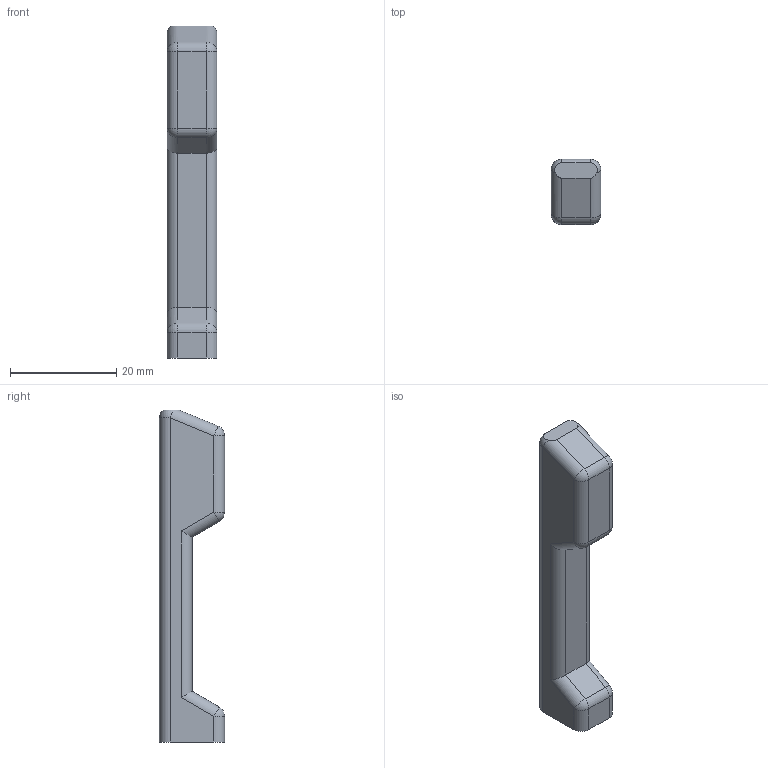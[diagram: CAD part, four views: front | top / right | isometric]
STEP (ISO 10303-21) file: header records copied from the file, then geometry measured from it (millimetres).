
FILE_DESCRIPTION(/* description */ (''),/* implementation_level */ '2;1');
FILE_NAME(/* name */ 'pushernub v10.step',/* time_stamp */ '2022-11-20T14:54:12-05:00',/* author */ (''),/* organization */ (''),/* preprocessor_version */ 'ST-DEVELOPER v19.2',/* originating_system */ 'Autodesk Translation Framework v11.17.0.187',/* authorisation */ '');
FILE_SCHEMA (('AUTOMOTIVE_DESIGN { 1 0 10303 214 3 1 1 }'));
Length unit declared in the file: millimetre
Products named in the file (1): pushernub
Bounding box: 9.4 x 12.28 x 62.58 mm (x, y, z)
Volume: 4906.9 mm3; surface area: 2353.1 mm2
Topology: 1 solids, 1 shells, 39 faces, 90 edges, 46 vertices
Faces by surface type: cylinder 19, plane 12, sphere 8
Full cylindrical faces by diameter (mm): 2.95 x1
Entity records: 1066 total; most frequent: DIRECTION 200, CARTESIAN_POINT 168, ORIENTED_EDGE 164, EDGE_CURVE 82, AXIS2_PLACEMENT_3D 78, VERTEX_POINT 46, LINE 44, VECTOR 44
